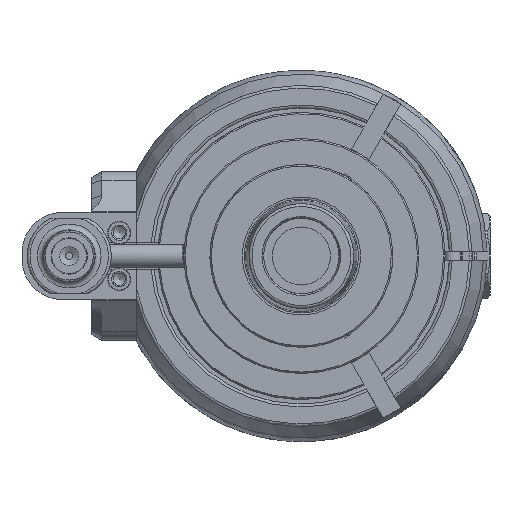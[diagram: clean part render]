
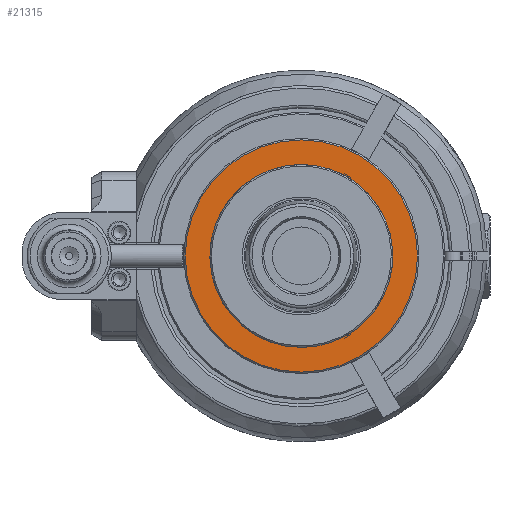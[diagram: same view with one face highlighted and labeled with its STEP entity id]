
A CAD part, left-side view. The second image highlights one B-rep face of the part: STEP entity #21315.
In plain terms, the highlighted face is planar.
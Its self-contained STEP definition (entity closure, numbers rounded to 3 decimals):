
#232=FACE_BOUND('',#3947,.T.);
#1911=CIRCLE('',#23812,40.);
#1912=CIRCLE('',#23813,40.);
#1939=CIRCLE('',#23859,26.);
#1940=CIRCLE('',#23860,26.);
#3011=FACE_OUTER_BOUND('',#3946,.T.);
#3946=EDGE_LOOP('',(#18544,#18545));
#3947=EDGE_LOOP('',(#18546,#18547));
#9307=VERTEX_POINT('',#40863);
#9308=VERTEX_POINT('',#40865);
#9342=VERTEX_POINT('',#41212);
#9343=VERTEX_POINT('',#41214);
#12450=EDGE_CURVE('',#9308,#9307,#1911,.T.);
#12451=EDGE_CURVE('',#9307,#9308,#1912,.T.);
#12506=EDGE_CURVE('',#9342,#9343,#1939,.T.);
#12507=EDGE_CURVE('',#9343,#9342,#1940,.T.);
#18544=ORIENTED_EDGE('',*,*,#12450,.T.);
#18545=ORIENTED_EDGE('',*,*,#12451,.T.);
#18546=ORIENTED_EDGE('',*,*,#12507,.F.);
#18547=ORIENTED_EDGE('',*,*,#12506,.F.);
#20589=PLANE('',#23862);
#21315=ADVANCED_FACE('',(#3011,#232),#20589,.T.);
#23812=AXIS2_PLACEMENT_3D('',#40866,#29483,#29484);
#23813=AXIS2_PLACEMENT_3D('',#40867,#29485,#29486);
#23859=AXIS2_PLACEMENT_3D('',#41215,#29600,#29601);
#23860=AXIS2_PLACEMENT_3D('',#41216,#29602,#29603);
#23862=AXIS2_PLACEMENT_3D('',#41219,#29607,#29608);
#29483=DIRECTION('center_axis',(0.,0.,-1.));
#29484=DIRECTION('ref_axis',(-1.,0.,0.));
#29485=DIRECTION('center_axis',(0.,0.,-1.));
#29486=DIRECTION('ref_axis',(-1.,0.,0.));
#29600=DIRECTION('center_axis',(0.,0.,-1.));
#29601=DIRECTION('ref_axis',(-1.,0.,0.));
#29602=DIRECTION('center_axis',(0.,0.,-1.));
#29603=DIRECTION('ref_axis',(-1.,0.,0.));
#29607=DIRECTION('center_axis',(0.,0.,-1.));
#29608=DIRECTION('ref_axis',(0.,-1.,0.));
#40863=CARTESIAN_POINT('',(-40.,0.,6.));
#40865=CARTESIAN_POINT('',(40.,0.,6.));
#40866=CARTESIAN_POINT('Origin',(0.,0.,6.));
#40867=CARTESIAN_POINT('Origin',(0.,0.,6.));
#41212=CARTESIAN_POINT('',(26.,0.,6.));
#41214=CARTESIAN_POINT('',(0.,-26.,6.));
#41215=CARTESIAN_POINT('Origin',(0.,0.,6.));
#41216=CARTESIAN_POINT('Origin',(0.,0.,6.));
#41219=CARTESIAN_POINT('Origin',(0.,0.,6.));
